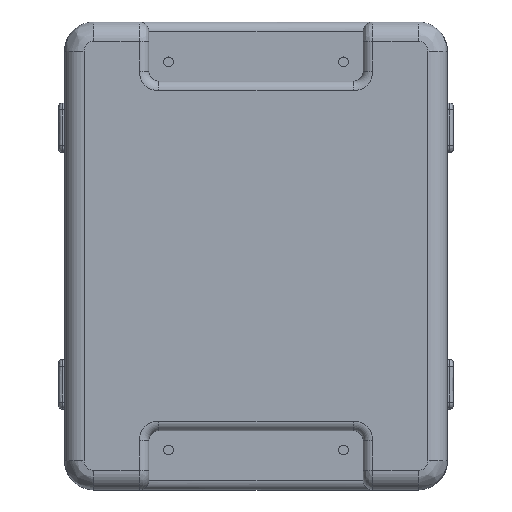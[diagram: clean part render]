
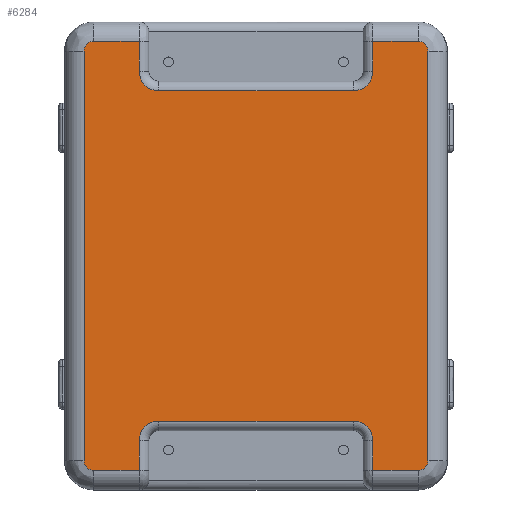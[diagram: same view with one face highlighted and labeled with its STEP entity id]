
A CAD part, top view. The second image highlights one B-rep face of the part: STEP entity #6284.
In plain terms, the highlighted planar face has unit normal (0, 0, 1).
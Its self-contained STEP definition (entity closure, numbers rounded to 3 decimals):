
#345=CIRCLE('',#6673,2.);
#357=CIRCLE('',#6690,2.);
#367=CIRCLE('',#6710,2.);
#371=CIRCLE('',#6716,2.);
#387=CIRCLE('',#6745,1.);
#388=CIRCLE('',#6746,1.);
#389=CIRCLE('',#6747,1.);
#390=CIRCLE('',#6748,1.);
#714=FACE_OUTER_BOUND('',#1084,.T.);
#1084=EDGE_LOOP('',(#5418,#5419,#5420,#5421,#5422,#5423,#5424,#5425,#5426,
#5427,#5428,#5429,#5430,#5431,#5432,#5433,#5434,#5435,#5436,#5437));
#1734=LINE('',#12301,#2241);
#1736=LINE('',#12324,#2243);
#1738=LINE('',#12333,#2245);
#1750=LINE('',#12382,#2257);
#1752=LINE('',#12394,#2259);
#1755=LINE('',#12415,#2262);
#1761=LINE('',#12447,#2268);
#1770=LINE('',#12475,#2277);
#1771=LINE('',#12479,#2278);
#1772=LINE('',#12482,#2279);
#1773=LINE('',#12486,#2280);
#1774=LINE('',#12489,#2281);
#2241=VECTOR('',#7813,10.);
#2243=VECTOR('',#7827,10.);
#2245=VECTOR('',#7839,10.);
#2257=VECTOR('',#7893,10.);
#2259=VECTOR('',#7907,10.);
#2262=VECTOR('',#7920,10.);
#2268=VECTOR('',#7944,2.);
#2277=VECTOR('',#7975,2.);
#2278=VECTOR('',#7978,10.);
#2279=VECTOR('',#7981,10.);
#2280=VECTOR('',#7984,10.);
#2281=VECTOR('',#7987,10.);
#2845=VERTEX_POINT('',#12272);
#2846=VERTEX_POINT('',#12274);
#2851=VERTEX_POINT('',#12295);
#2856=VERTEX_POINT('',#12317);
#2858=VERTEX_POINT('',#12322);
#2860=VERTEX_POINT('',#12328);
#2873=VERTEX_POINT('',#12373);
#2874=VERTEX_POINT('',#12375);
#2876=VERTEX_POINT('',#12380);
#2878=VERTEX_POINT('',#12386);
#2880=VERTEX_POINT('',#12392);
#2883=VERTEX_POINT('',#12411);
#2892=VERTEX_POINT('',#12445);
#2900=VERTEX_POINT('',#12474);
#2901=VERTEX_POINT('',#12476);
#2902=VERTEX_POINT('',#12478);
#2903=VERTEX_POINT('',#12480);
#2904=VERTEX_POINT('',#12483);
#2905=VERTEX_POINT('',#12485);
#2906=VERTEX_POINT('',#12487);
#3682=EDGE_CURVE('',#2845,#2846,#345,.T.);
#3691=EDGE_CURVE('',#2851,#2845,#1734,.T.);
#3698=EDGE_CURVE('',#2858,#2856,#1736,.T.);
#3701=EDGE_CURVE('',#2860,#2858,#357,.T.);
#3703=EDGE_CURVE('',#2846,#2860,#1738,.T.);
#3724=EDGE_CURVE('',#2873,#2874,#367,.T.);
#3727=EDGE_CURVE('',#2876,#2873,#1750,.T.);
#3730=EDGE_CURVE('',#2878,#2876,#371,.T.);
#3733=EDGE_CURVE('',#2880,#2878,#1752,.T.);
#3740=EDGE_CURVE('',#2874,#2883,#1755,.T.);
#3752=EDGE_CURVE('',#2880,#2892,#1761,.T.);
#3766=EDGE_CURVE('',#2851,#2900,#1770,.T.);
#3767=EDGE_CURVE('',#2901,#2900,#387,.T.);
#3768=EDGE_CURVE('',#2902,#2901,#1771,.T.);
#3769=EDGE_CURVE('',#2903,#2902,#388,.T.);
#3770=EDGE_CURVE('',#2883,#2903,#1772,.T.);
#3771=EDGE_CURVE('',#2904,#2892,#389,.T.);
#3772=EDGE_CURVE('',#2905,#2904,#1773,.T.);
#3773=EDGE_CURVE('',#2906,#2905,#390,.T.);
#3774=EDGE_CURVE('',#2856,#2906,#1774,.T.);
#5418=ORIENTED_EDGE('',*,*,#3691,.F.);
#5419=ORIENTED_EDGE('',*,*,#3766,.T.);
#5420=ORIENTED_EDGE('',*,*,#3767,.F.);
#5421=ORIENTED_EDGE('',*,*,#3768,.F.);
#5422=ORIENTED_EDGE('',*,*,#3769,.F.);
#5423=ORIENTED_EDGE('',*,*,#3770,.F.);
#5424=ORIENTED_EDGE('',*,*,#3740,.F.);
#5425=ORIENTED_EDGE('',*,*,#3724,.F.);
#5426=ORIENTED_EDGE('',*,*,#3727,.F.);
#5427=ORIENTED_EDGE('',*,*,#3730,.F.);
#5428=ORIENTED_EDGE('',*,*,#3733,.F.);
#5429=ORIENTED_EDGE('',*,*,#3752,.T.);
#5430=ORIENTED_EDGE('',*,*,#3771,.F.);
#5431=ORIENTED_EDGE('',*,*,#3772,.F.);
#5432=ORIENTED_EDGE('',*,*,#3773,.F.);
#5433=ORIENTED_EDGE('',*,*,#3774,.F.);
#5434=ORIENTED_EDGE('',*,*,#3698,.F.);
#5435=ORIENTED_EDGE('',*,*,#3701,.F.);
#5436=ORIENTED_EDGE('',*,*,#3703,.F.);
#5437=ORIENTED_EDGE('',*,*,#3682,.F.);
#5964=PLANE('',#6744);
#6284=ADVANCED_FACE('',(#714),#5964,.F.);
#6673=AXIS2_PLACEMENT_3D('',#12275,#7793,#7794);
#6690=AXIS2_PLACEMENT_3D('',#12330,#7833,#7834);
#6710=AXIS2_PLACEMENT_3D('',#12376,#7885,#7886);
#6716=AXIS2_PLACEMENT_3D('',#12388,#7899,#7900);
#6744=AXIS2_PLACEMENT_3D('',#12473,#7973,#7974);
#6745=AXIS2_PLACEMENT_3D('',#12477,#7976,#7977);
#6746=AXIS2_PLACEMENT_3D('',#12481,#7979,#7980);
#6747=AXIS2_PLACEMENT_3D('',#12484,#7982,#7983);
#6748=AXIS2_PLACEMENT_3D('',#12488,#7985,#7986);
#7793=DIRECTION('center_axis',(0.,0.,
1.));
#7794=DIRECTION('ref_axis',(0.707,0.707,0.));
#7813=DIRECTION('',(0.,1.,0.));
#7827=DIRECTION('',(0.,-1.,0.));
#7833=DIRECTION('center_axis',(0.,0.,
1.));
#7834=DIRECTION('ref_axis',(-0.707,0.707,0.));
#7839=DIRECTION('',(-1.,0.,0.));
#7885=DIRECTION('center_axis',(0.,0.,
1.));
#7886=DIRECTION('ref_axis',(0.707,-0.707,0.));
#7893=DIRECTION('',(1.,0.,0.));
#7899=DIRECTION('center_axis',(0.,0.,
1.));
#7900=DIRECTION('ref_axis',(-0.707,-0.707,0.));
#7907=DIRECTION('',(0.,-1.,0.));
#7920=DIRECTION('',(0.,1.,0.));
#7944=DIRECTION('',(-1.,0.,0.));
#7973=DIRECTION('center_axis',(0.,0.,
-1.));
#7974=DIRECTION('ref_axis',(1.,0.,0.));
#7975=DIRECTION('',(1.,0.,0.));
#7976=DIRECTION('center_axis',(0.,0.,
-1.));
#7977=DIRECTION('ref_axis',(0.707,-0.707,0.));
#7978=DIRECTION('',(0.,-1.,0.));
#7979=DIRECTION('center_axis',(0.,0.,
-1.));
#7980=DIRECTION('ref_axis',(0.707,0.707,0.));
#7981=DIRECTION('',(1.,0.,0.));
#7982=DIRECTION('center_axis',(0.,0.,
-1.));
#7983=DIRECTION('ref_axis',(-0.707,0.707,0.));
#7984=DIRECTION('',(0.,1.,0.));
#7985=DIRECTION('center_axis',(0.,0.,
-1.));
#7986=DIRECTION('ref_axis',(-0.707,-0.707,0.));
#7987=DIRECTION('',(-1.,0.,0.));
#12272=CARTESIAN_POINT('',(28.925,3.98,9.7));
#12274=CARTESIAN_POINT('',(26.925,5.98,9.7));
#12275=CARTESIAN_POINT('Origin',(26.925,3.98,9.7));
#12295=CARTESIAN_POINT('',(28.925,0.9,9.7));
#12301=CARTESIAN_POINT('',(28.925,35.02,9.7));
#12317=CARTESIAN_POINT('',(4.875,0.9,9.7));
#12322=CARTESIAN_POINT('',(4.875,3.98,9.7));
#12324=CARTESIAN_POINT('',(4.875,31.98,9.7));
#12328=CARTESIAN_POINT('',(6.875,5.98,9.7));
#12330=CARTESIAN_POINT('Origin',(6.875,3.98,9.7));
#12333=CARTESIAN_POINT('',(26.75,5.98,9.7));
#12373=CARTESIAN_POINT('',(26.925,39.98,9.7));
#12375=CARTESIAN_POINT('',(28.925,41.98,9.7));
#12376=CARTESIAN_POINT('Origin',(26.925,41.98,9.7));
#12380=CARTESIAN_POINT('',(6.875,39.98,9.7));
#12382=CARTESIAN_POINT('',(7.05,39.98,9.7));
#12386=CARTESIAN_POINT('',(4.875,41.98,9.7));
#12388=CARTESIAN_POINT('Origin',(6.875,41.98,9.7));
#12392=CARTESIAN_POINT('',(4.875,45.06,9.7));
#12394=CARTESIAN_POINT('',(4.875,31.98,9.7));
#12411=CARTESIAN_POINT('',(28.925,45.06,9.7));
#12415=CARTESIAN_POINT('',(28.925,35.02,9.7));
#12445=CARTESIAN_POINT('',(0.2,45.06,9.7));
#12447=CARTESIAN_POINT('',(25.25,45.06,9.7));
#12473=CARTESIAN_POINT('Origin',(16.9,22.98,9.7));
#12474=CARTESIAN_POINT('',(33.6,0.9,9.7));
#12475=CARTESIAN_POINT('',(24.912,0.9,9.7));
#12476=CARTESIAN_POINT('',(34.6,1.9,9.7));
#12477=CARTESIAN_POINT('Origin',(33.6,1.9,9.7));
#12478=CARTESIAN_POINT('',(34.6,44.06,9.7));
#12479=CARTESIAN_POINT('',(34.6,12.44,9.7));
#12480=CARTESIAN_POINT('',(33.6,45.06,9.7));
#12481=CARTESIAN_POINT('Origin',(33.6,44.06,9.7));
#12482=CARTESIAN_POINT('',(25.25,45.06,9.7));
#12483=CARTESIAN_POINT('',(-0.8,44.06,9.7));
#12484=CARTESIAN_POINT('Origin',(0.2,44.06,9.7));
#12485=CARTESIAN_POINT('',(-0.8,1.9,9.7));
#12486=CARTESIAN_POINT('',(-0.8,33.52,9.7));
#12487=CARTESIAN_POINT('',(0.2,0.9,9.7));
#12488=CARTESIAN_POINT('Origin',(0.2,1.9,9.7));
#12489=CARTESIAN_POINT('',(24.912,0.9,9.7));
